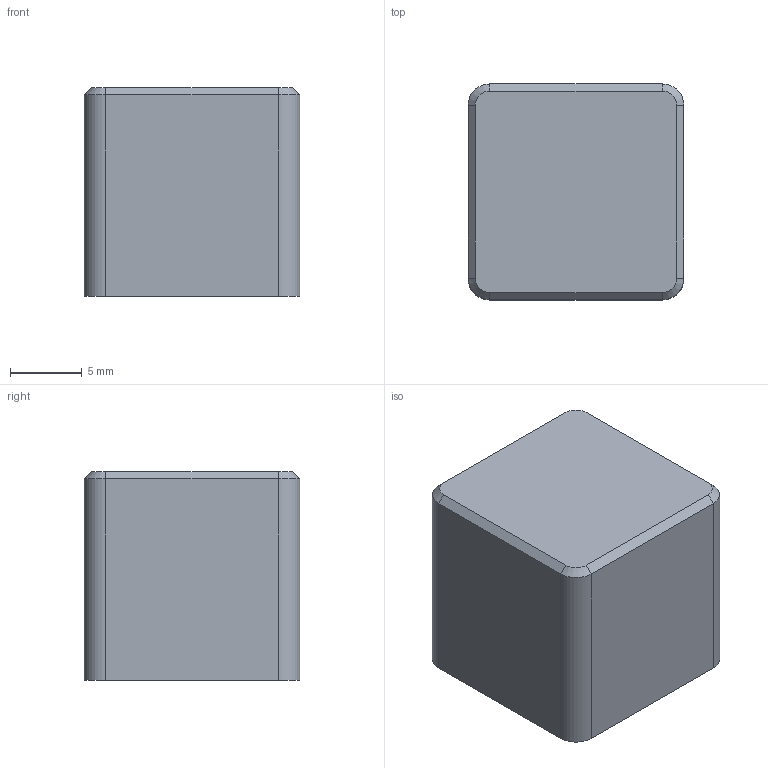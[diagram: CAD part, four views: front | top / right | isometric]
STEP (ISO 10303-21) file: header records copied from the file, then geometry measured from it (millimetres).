
FILE_DESCRIPTION (( 'STEP AP203' ), '1' );
FILE_NAME ('51019-240-12.STEP', '2023-03-06T12:16:05', ( '' ), ( '' ), 'SwSTEP 2.0', 'SolidWorks 2018', '' );
FILE_SCHEMA (( 'CONFIG_CONTROL_DESIGN' ));
Length unit declared in the file: millimetre
Products named in the file (1): 51019-240-12
Bounding box: 15 x 15 x 14.5 mm (x, y, z)
Volume: 1545.8 mm3; surface area: 1759.6 mm2
Topology: 1 solids, 1 shells, 279 faces, 723 edges, 474 vertices
Faces by surface type: plane 160, bspline 95, cylinder 12, cone 8, torus 4
Entity records: 13864 total; most frequent: CARTESIAN_POINT 7588, ORIENTED_EDGE 1446, DIRECTION 939, EDGE_CURVE 723, VECTOR 497, LINE 497, VERTEX_POINT 474, EDGE_LOOP 307
